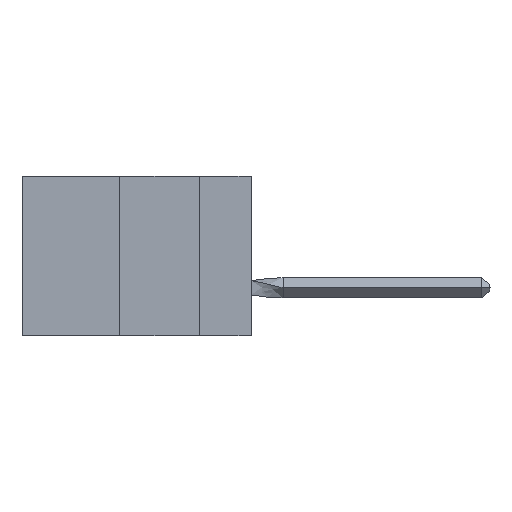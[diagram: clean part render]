
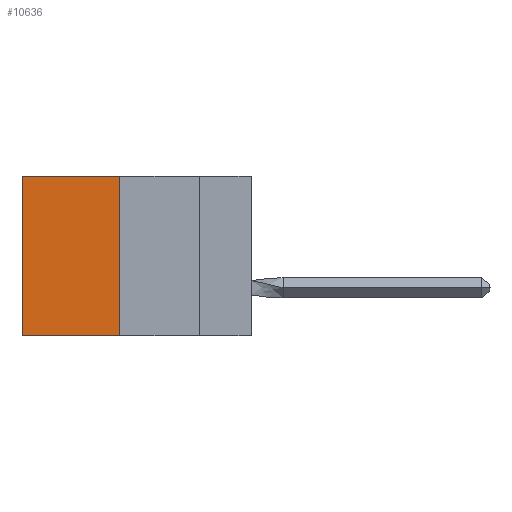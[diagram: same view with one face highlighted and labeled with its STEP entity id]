
A CAD part, left-side view. The second image highlights one B-rep face of the part: STEP entity #10636.
In plain terms, the highlighted planar face has unit normal (-1, 0, 0).
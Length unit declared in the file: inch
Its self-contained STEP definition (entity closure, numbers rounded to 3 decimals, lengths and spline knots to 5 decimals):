
#746 = LINE ( 'NONE', #29542, #28915 ) ;
#1447 = VERTEX_POINT ( 'NONE', #27793 ) ;
#1604 = DIRECTION ( 'NONE',  ( 0., 1., 0. ) ) ;
#2063 = EDGE_CURVE ( 'NONE', #1447, #27852, #12954, .T. ) ;
#2199 = VECTOR ( 'NONE', #18425, 39.37008 ) ;
#3848 = DIRECTION ( 'NONE',  ( 0., 0., -1. ) ) ;
#4107 = AXIS2_PLACEMENT_3D ( 'NONE', #26994, #6102, #3848 ) ;
#4766 = VERTEX_POINT ( 'NONE', #26068 ) ;
#6102 = DIRECTION ( 'NONE',  ( 1., 0., 0. ) ) ;
#7537 = CARTESIAN_POINT ( 'NONE',  ( 0.305, 0.413, 0. ) ) ;
#7691 = VECTOR ( 'NONE', #30006, 39.37008 ) ;
#9022 = EDGE_CURVE ( 'NONE', #29786, #1447, #24573, .T. ) ;
#9553 = ORIENTED_EDGE ( 'NONE', *, *, #22465, .F. ) ;
#10636 = ADVANCED_FACE ( 'NONE', ( #22689 ), #24443, .F. ) ;
#10901 = ORIENTED_EDGE ( 'NONE', *, *, #22932, .F. ) ;
#11508 = CARTESIAN_POINT ( 'NONE',  ( 0.305, 0.72, -0.5 ) ) ;
#12954 = LINE ( 'NONE', #11508, #14048 ) ;
#13099 = CARTESIAN_POINT ( 'NONE',  ( 0.305, 0.413, -0.5 ) ) ;
#13935 = LINE ( 'NONE', #13099, #7691 ) ;
#14048 = VECTOR ( 'NONE', #21073, 39.37008 ) ;
#15871 = ORIENTED_EDGE ( 'NONE', *, *, #2063, .T. ) ;
#16071 = CARTESIAN_POINT ( 'NONE',  ( 0.305, 0.72, -0.5 ) ) ;
#17198 = EDGE_LOOP ( 'NONE', ( #15871, #9553, #10901, #22068 ) ) ;
#18425 = DIRECTION ( 'NONE',  ( 0., 1., 0. ) ) ;
#20552 = CARTESIAN_POINT ( 'NONE',  ( 0.305, 0.413, 0. ) ) ;
#21073 = DIRECTION ( 'NONE',  ( 0., 0., -1. ) ) ;
#22068 = ORIENTED_EDGE ( 'NONE', *, *, #9022, .T. ) ;
#22465 = EDGE_CURVE ( 'NONE', #4766, #27852, #746, .T. ) ;
#22689 = FACE_OUTER_BOUND ( 'NONE', #17198, .T. ) ;
#22932 = EDGE_CURVE ( 'NONE', #29786, #4766, #13935, .T. ) ;
#24443 = PLANE ( 'NONE',  #4107 ) ;
#24573 = LINE ( 'NONE', #20552, #2199 ) ;
#26068 = CARTESIAN_POINT ( 'NONE',  ( 0.305, 0.413, -0.5 ) ) ;
#26994 = CARTESIAN_POINT ( 'NONE',  ( 0.305, 0.413, -0.5 ) ) ;
#27793 = CARTESIAN_POINT ( 'NONE',  ( 0.305, 0.72, 0. ) ) ;
#27852 = VERTEX_POINT ( 'NONE', #16071 ) ;
#28915 = VECTOR ( 'NONE', #1604, 39.37008 ) ;
#29542 = CARTESIAN_POINT ( 'NONE',  ( 0.305, 0.413, -0.5 ) ) ;
#29786 = VERTEX_POINT ( 'NONE', #7537 ) ;
#30006 = DIRECTION ( 'NONE',  ( 0., 0., -1. ) ) ;
